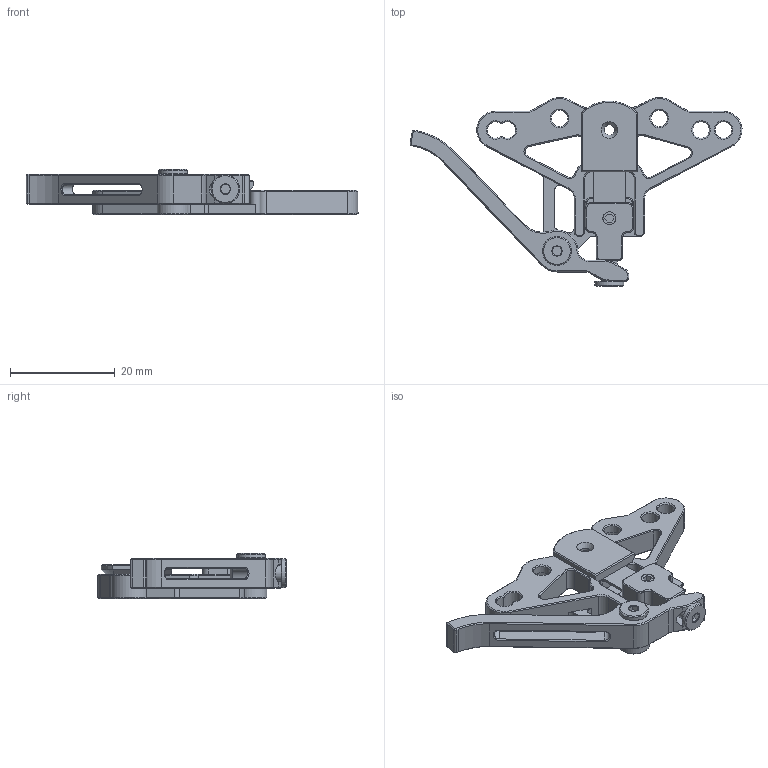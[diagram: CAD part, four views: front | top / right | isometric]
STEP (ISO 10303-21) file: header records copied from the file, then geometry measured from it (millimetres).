
FILE_DESCRIPTION(/* description */ ('STEP AP242','CAx-IF Rec.Pracs.---Representation and Presentation of Product Manufacturing Information (PMI)---4.0---2014-10-13','CAx-IF Rec.Pracs.---3D Tessellated Geometry---0.4---2014-09-14','2;1'),/* implementation_level */ '2;1');
FILE_NAME(/* name */ '68917b8aec06720e04866beb',/* time_stamp */ '2025-08-05T03:33:31Z',/* author */ (''),/* organization */ (''),/* preprocessor_version */ 'ST-DEVELOPER v20',/* originating_system */ 'ONSHAPE BY PTC INC, 1.201',/* authorisation */ ' ');
FILE_SCHEMA (('AP242_MANAGED_MODEL_BASED_3D_ENGINEERING_MIM_LF { 1 0 10303 442 1 1 4 }'));
Length unit declared in the file: metre
Products named in the file (10): Crossbow CNC filament cutter assembly; Crossbow - Blade caddy; M3x6 Ultra low profile socket head screw; Crossbow - Main Body; Flat point hex socket set screw M3x0.5 x 3; 17A cut down blade; Crossbow - Lever; M3x8 Ultra low profile socket head screw; Crossbow - Top Cap; Magnet 6x1.5
Assembly tree (10 placements, depth 2):
  Crossbow CNC filament cutter assembly
    Crossbow - Blade caddy
    M3x6 Ultra low profile socket head screw
    Crossbow - Main Body
    Flat point hex socket set screw M3x0.5 x 3
    17A cut down blade
    Crossbow - Lever
    M3x8 Ultra low profile socket head screw
    Crossbow - Top Cap
    Magnet 6x1.5  x2
Bounding box: 63.38 x 36.04 x 8.7 mm (x, y, z)
Volume: 4012.9 mm3; surface area: 5397.9 mm2
Topology: 10 solids, 10 shells, 452 faces, 1046 edges, 622 vertices
Faces by surface type: plane 201, cone 155, cylinder 92, bspline 4
Full cylindrical faces by diameter (mm): 2 x5, 2.5 x3, 3 x3, 3.15 x4, 4 x1, 4.5 x1, 4.58 x1, 5.5 x2, 5.9 x2, 6 x4
Entity records: 12396 total; most frequent: CARTESIAN_POINT 2195, DIRECTION 2168, ORIENTED_EDGE 1916, EDGE_CURVE 958, AXIS2_PLACEMENT_3D 794, VERTEX_POINT 592, LINE 580, VECTOR 580
